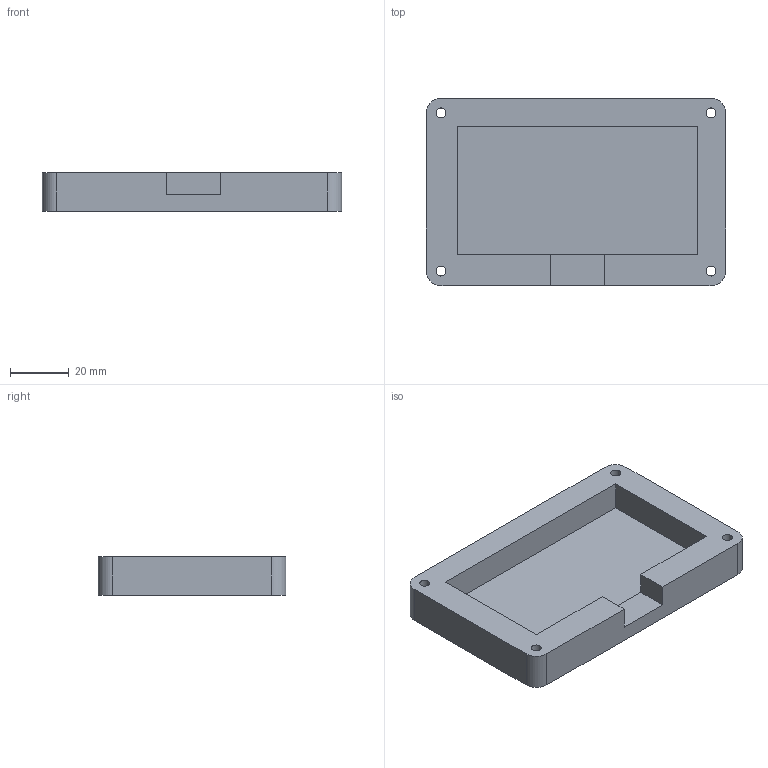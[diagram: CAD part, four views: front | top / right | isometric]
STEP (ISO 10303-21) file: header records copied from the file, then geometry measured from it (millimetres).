
FILE_DESCRIPTION(/* description */ (''),/* implementation_level */ '2;1');
FILE_NAME(/* name */ 'Bottom.step',/* time_stamp */ '2025-05-19T22:46:19-04:00',/* author */ (''),/* organization */ (''),/* preprocessor_version */ 'ST-DEVELOPER v20.1',/* originating_system */ 'Autodesk Translation Framework v14.4.0.0',/* authorisation */ '');
FILE_SCHEMA (('AUTOMOTIVE_DESIGN { 1 0 10303 214 3 1 1 }'));
Length unit declared in the file: millimetre
Products named in the file (1): f1shticks Hackpad V1
Bounding box: 101.96 x 63.86 x 13 mm (x, y, z)
Volume: 46243.7 mm3; surface area: 20202 mm2
Topology: 1 solids, 1 shells, 379 faces, 1050 edges, 700 vertices
Faces by surface type: bspline 204, plane 163, cylinder 12
Full cylindrical faces by diameter (mm): 3.4 x4, 6 x4
Entity records: 13957 total; most frequent: CARTESIAN_POINT 5598, ORIENTED_EDGE 2100, EDGE_CURVE 1050, DIRECTION 1018, VERTEX_POINT 700, LINE 618, VECTOR 618, EDGE_LOOP 414
